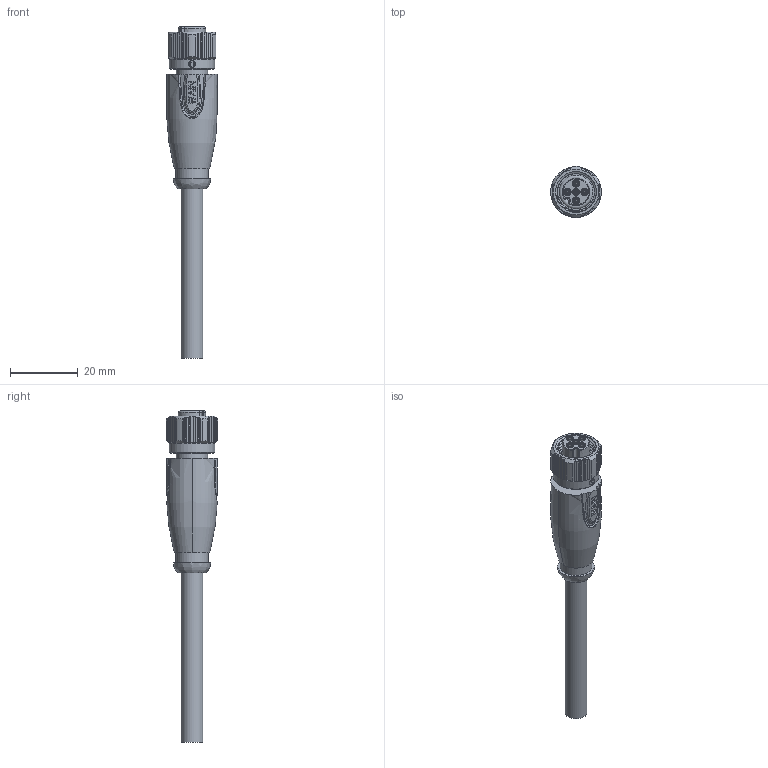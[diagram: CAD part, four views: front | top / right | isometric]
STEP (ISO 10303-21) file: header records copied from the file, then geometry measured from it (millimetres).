
FILE_DESCRIPTION(/* description */ (''),/* implementation_level */ '2;1');
FILE_NAME(/* name */ '3D_1630054024021_M12-F05A-T-1.5-PVC-SH_V1.1.stp',/* time_stamp */ '2023-12-08T13:37:52+08:00',/* author */ (''),/* organization */ (''),/* preprocessor_version */ 'ST-DEVELOPER v18.1',/* originating_system */ 'SIEMENS PLM Software NX 1980',/* authorisation */ '');
FILE_SCHEMA (('AUTOMOTIVE_DESIGN { 1 0 10303 214 3 1 1 1 }'));
Length unit declared in the file: millimetre
Products named in the file (1): 2222
Bounding box: 15 x 15.19 x 98.2 mm (x, y, z)
Volume: 7957.1 mm3; surface area: 4691 mm2
Topology: 1 solids, 1 shells, 413 faces, 1161 edges, 759 vertices
Faces by surface type: plane 229, cylinder 119, cone 30, bspline 15, torus 14, revolution 4, sphere 2
Full cylindrical faces by diameter (mm): 1.1 x5, 1.15 x5, 1.6 x5, 2 x1, 2.1 x5, 6.5 x1, 8.5 x1, 9.2 x1, 9.5 x1, 13.5 x1
Entity records: 18541 total; most frequent: CARTESIAN_POINT 9352, ORIENTED_EDGE 2170, DIRECTION 1420, EDGE_CURVE 1085, VERTEX_POINT 739, B_SPLINE_CURVE_WITH_KNOTS 641, AXIS2_PLACEMENT_3D 576, EDGE_LOOP 495
